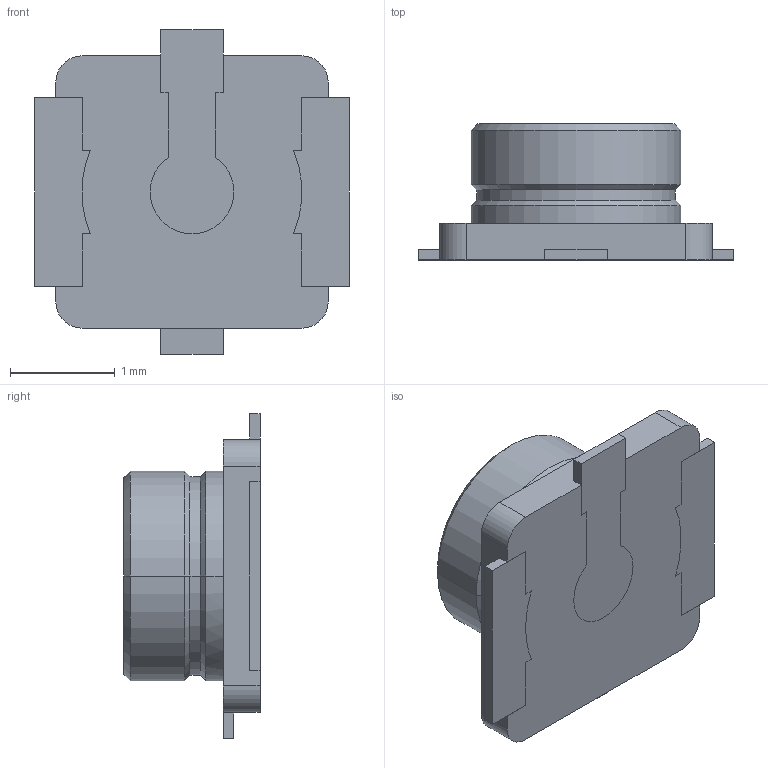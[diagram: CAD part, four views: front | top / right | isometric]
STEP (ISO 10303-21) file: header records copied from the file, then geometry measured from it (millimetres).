
FILE_DESCRIPTION (( 'STEP AP214' ), '1' );
FILE_NAME ('CONUFL001-SMD-T.STEP', '2021-11-23T21:02:17', ( '' ), ( '' ), 'SwSTEP 2.0', 'SolidWorks 2017', '' );
FILE_SCHEMA (( 'AUTOMOTIVE_DESIGN' ));
Length unit declared in the file: millimetre
Products named in the file (1): CONUFL001-SMD-T
Bounding box: 3 x 1.3 x 3.1 mm (x, y, z)
Volume: 3.1 mm3; surface area: 39.6 mm2
Topology: 5 solids, 5 shells, 103 faces, 267 edges, 170 vertices
Faces by surface type: plane 67, cylinder 28, cone 6, bspline 2
Entity records: 3192 total; most frequent: CARTESIAN_POINT 567, DIRECTION 530, ORIENTED_EDGE 526, EDGE_CURVE 263, VECTOR 200, LINE 200, VERTEX_POINT 170, AXIS2_PLACEMENT_3D 165
